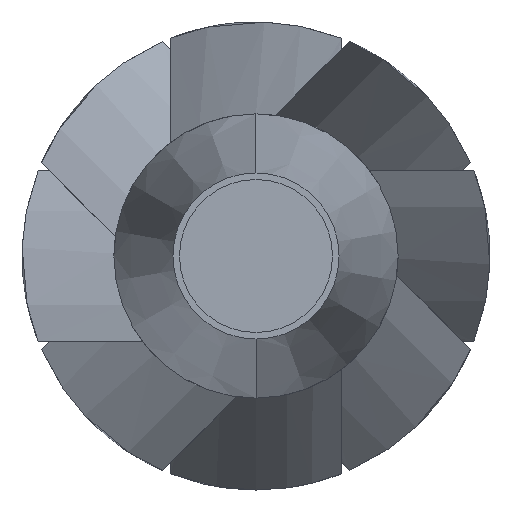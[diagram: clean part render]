
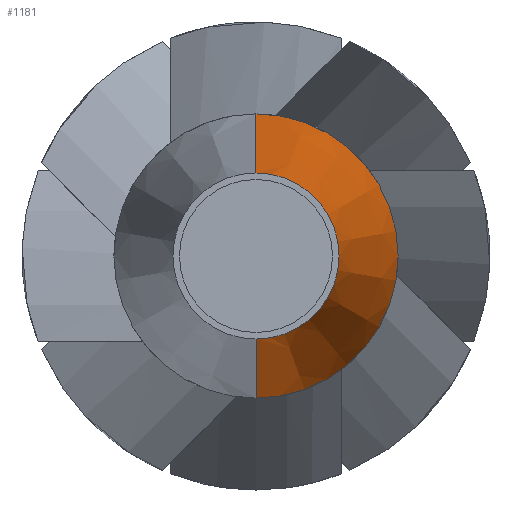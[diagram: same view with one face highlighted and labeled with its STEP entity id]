
A CAD part, front view. The second image highlights one B-rep face of the part: STEP entity #1181.
In plain terms, the highlighted conical face has half-angle 10 degrees and reference radius 14.55 mm.
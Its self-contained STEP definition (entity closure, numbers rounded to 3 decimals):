
#82 = CARTESIAN_POINT ( 'NONE',  ( 0., 58.698, 0. ) ) ;
#114 = EDGE_LOOP ( 'NONE', ( #2115, #1009, #2386, #1905 ) ) ;
#187 = DIRECTION ( 'NONE',  ( 0., 0., 1. ) ) ;
#346 = VERTEX_POINT ( 'NONE', #1300 ) ;
#368 = VECTOR ( 'NONE', #1326, 1000. ) ;
#393 = DIRECTION ( 'NONE',  ( 0., 1., 0. ) ) ;
#525 = CARTESIAN_POINT ( 'NONE',  ( 0., 0., 14.55 ) ) ;
#592 = LINE ( 'NONE', #525, #368 ) ;
#653 = EDGE_CURVE ( 'NONE', #1927, #2474, #920, .T. ) ;
#679 = DIRECTION ( 'NONE',  ( 0., 1., 0. ) ) ;
#737 = CIRCLE ( 'NONE', #759, 14.55 ) ;
#759 = AXIS2_PLACEMENT_3D ( 'NONE', #779, #2169, #187 ) ;
#779 = CARTESIAN_POINT ( 'NONE',  ( 0., 0., 0. ) ) ;
#920 = LINE ( 'NONE', #926, #1496 ) ;
#926 = CARTESIAN_POINT ( 'NONE',  ( 0., 0., -14.55 ) ) ;
#1009 = ORIENTED_EDGE ( 'NONE', *, *, #653, .T. ) ;
#1083 = EDGE_CURVE ( 'NONE', #346, #1927, #737, .T. ) ;
#1153 = AXIS2_PLACEMENT_3D ( 'NONE', #82, #679, #2071 ) ;
#1181 = ADVANCED_FACE ( 'NONE', ( #1997 ), #1184, .T. ) ;
#1184 = CONICAL_SURFACE ( 'NONE', #2239, 14.55, 0.175 ) ;
#1187 = CARTESIAN_POINT ( 'NONE',  ( 0., 0., 0. ) ) ;
#1276 = CARTESIAN_POINT ( 'NONE',  ( 0., 0., -14.55 ) ) ;
#1300 = CARTESIAN_POINT ( 'NONE',  ( 0., 0., 14.55 ) ) ;
#1326 = DIRECTION ( 'NONE',  ( 0., 0.985, 0.174 ) ) ;
#1496 = VECTOR ( 'NONE', #1750, 1000. ) ;
#1691 = CIRCLE ( 'NONE', #1153, 24.9 ) ;
#1750 = DIRECTION ( 'NONE',  ( 0., 0.985, -0.174 ) ) ;
#1759 = EDGE_CURVE ( 'NONE', #1998, #2474, #1691, .T. ) ;
#1862 = CARTESIAN_POINT ( 'NONE',  ( 0., 58.698, 24.9 ) ) ;
#1905 = ORIENTED_EDGE ( 'NONE', *, *, #2131, .F. ) ;
#1927 = VERTEX_POINT ( 'NONE', #1276 ) ;
#1997 = FACE_OUTER_BOUND ( 'NONE', #114, .T. ) ;
#1998 = VERTEX_POINT ( 'NONE', #1862 ) ;
#2013 = CARTESIAN_POINT ( 'NONE',  ( 0., 58.698, -24.9 ) ) ;
#2071 = DIRECTION ( 'NONE',  ( 0., 0., 1. ) ) ;
#2115 = ORIENTED_EDGE ( 'NONE', *, *, #1083, .T. ) ;
#2131 = EDGE_CURVE ( 'NONE', #346, #1998, #592, .T. ) ;
#2169 = DIRECTION ( 'NONE',  ( 0., 1., 0. ) ) ;
#2196 = DIRECTION ( 'NONE',  ( 0., 0., 1. ) ) ;
#2239 = AXIS2_PLACEMENT_3D ( 'NONE', #1187, #393, #2196 ) ;
#2386 = ORIENTED_EDGE ( 'NONE', *, *, #1759, .F. ) ;
#2474 = VERTEX_POINT ( 'NONE', #2013 ) ;
